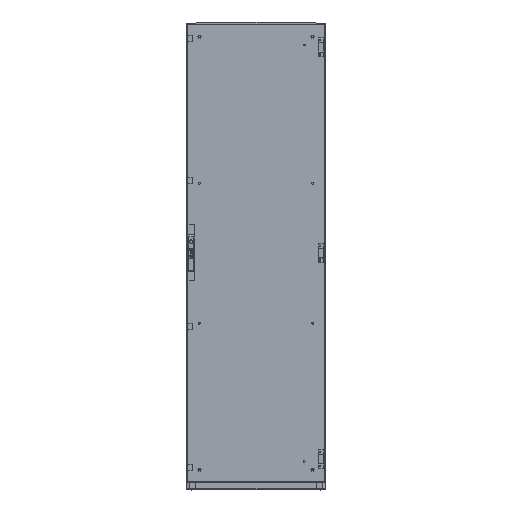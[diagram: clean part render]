
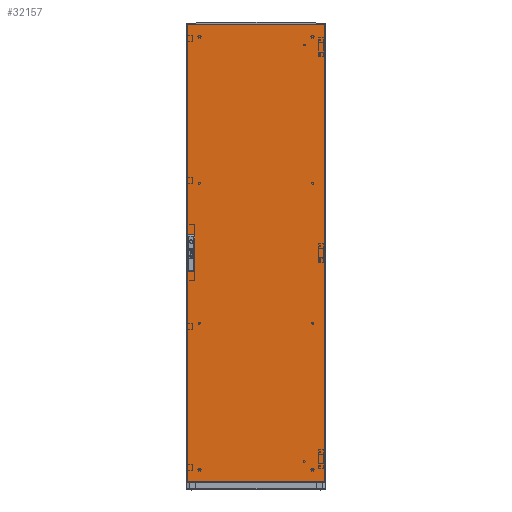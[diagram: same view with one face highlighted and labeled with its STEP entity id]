
A CAD part, top view. The second image highlights one B-rep face of the part: STEP entity #32157.
In plain terms, the highlighted planar face has unit normal (0, 0, 1).
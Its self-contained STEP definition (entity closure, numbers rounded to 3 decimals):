
#2606 = LINE ( 'NONE', #118229, #97109 ) ;
#2718 = CARTESIAN_POINT ( 'NONE',  ( -297., -983.5, 0. ) ) ;
#3333 = VECTOR ( 'NONE', #66806, 1000. ) ;
#5200 = PLANE ( 'NONE',  #31713 ) ;
#5797 = CARTESIAN_POINT ( 'NONE',  ( -293.4, 78.5, 0. ) ) ;
#6542 = VECTOR ( 'NONE', #58006, 1000. ) ;
#8721 = EDGE_CURVE ( 'NONE', #93994, #88946, #2606, .T. ) ;
#8900 = EDGE_CURVE ( 'NONE', #76243, #77585, #65584, .T. ) ;
#10026 = EDGE_CURVE ( 'NONE', #77585, #57710, #79628, .T. ) ;
#14693 = EDGE_CURVE ( 'NONE', #20881, #76243, #30315, .T. ) ;
#15372 = CARTESIAN_POINT ( 'NONE',  ( -297., -983.5, 0. ) ) ;
#20881 = VERTEX_POINT ( 'NONE', #79743 ) ;
#22779 = ORIENTED_EDGE ( 'NONE', *, *, #8900, .T. ) ;
#23729 = DIRECTION ( 'NONE',  ( 0., 0., 1. ) ) ;
#27681 = VERTEX_POINT ( 'NONE', #109075 ) ;
#28584 = EDGE_CURVE ( 'NONE', #27681, #95028, #73233, .T. ) ;
#29071 = CARTESIAN_POINT ( 'NONE',  ( -297., 983.5, 0. ) ) ;
#30315 = LINE ( 'NONE', #99856, #51744 ) ;
#31713 = AXIS2_PLACEMENT_3D ( 'NONE', #32553, #23729, #87658 ) ;
#32157 = ADVANCED_FACE ( 'NONE', ( #72476, #69604 ), #5200, .T. ) ;
#32553 = CARTESIAN_POINT ( 'NONE',  ( 0., 0., 0. ) ) ;
#35653 = ORIENTED_EDGE ( 'NONE', *, *, #8721, .T. ) ;
#42961 = DIRECTION ( 'NONE',  ( 0., -1., 0. ) ) ;
#44193 = VECTOR ( 'NONE', #93003, 1000. ) ;
#45735 = VECTOR ( 'NONE', #69933, 1000. ) ;
#50892 = ORIENTED_EDGE ( 'NONE', *, *, #76144, .T. ) ;
#51744 = VECTOR ( 'NONE', #63507, 1000. ) ;
#57710 = VERTEX_POINT ( 'NONE', #15372 ) ;
#58006 = DIRECTION ( 'NONE',  ( 0., -1., 0. ) ) ;
#58430 = CARTESIAN_POINT ( 'NONE',  ( 297., 983.5, 0. ) ) ;
#58763 = ORIENTED_EDGE ( 'NONE', *, *, #72750, .T. ) ;
#63489 = DIRECTION ( 'NONE',  ( 0., -1., 0. ) ) ;
#63507 = DIRECTION ( 'NONE',  ( 0., 1., 0. ) ) ;
#64585 = VECTOR ( 'NONE', #74097, 1000. ) ;
#65584 = LINE ( 'NONE', #29071, #44193 ) ;
#66806 = DIRECTION ( 'NONE',  ( 1., 0., 0. ) ) ;
#67191 = CARTESIAN_POINT ( 'NONE',  ( -297., 983.5, 0. ) ) ;
#67459 = LINE ( 'NONE', #101240, #64585 ) ;
#67747 = CARTESIAN_POINT ( 'NONE',  ( -293.4, -78.5, 0. ) ) ;
#68176 = CARTESIAN_POINT ( 'NONE',  ( -297., 983.5, 0. ) ) ;
#68671 = EDGE_LOOP ( 'NONE', ( #58763, #35653, #70322, #88878 ) ) ;
#69604 = FACE_OUTER_BOUND ( 'NONE', #100253, .T. ) ;
#69933 = DIRECTION ( 'NONE',  ( 1., 0., 0. ) ) ;
#70322 = ORIENTED_EDGE ( 'NONE', *, *, #95893, .F. ) ;
#72476 = FACE_BOUND ( 'NONE', #68671, .T. ) ;
#72750 = EDGE_CURVE ( 'NONE', #27681, #93994, #94319, .T. ) ;
#73233 = LINE ( 'NONE', #106911, #97524 ) ;
#73568 = LINE ( 'NONE', #2718, #3333 ) ;
#74097 = DIRECTION ( 'NONE',  ( 1., 0., 0. ) ) ;
#76144 = EDGE_CURVE ( 'NONE', #57710, #20881, #73568, .T. ) ;
#76243 = VERTEX_POINT ( 'NONE', #58430 ) ;
#77585 = VERTEX_POINT ( 'NONE', #68176 ) ;
#79628 = LINE ( 'NONE', #67191, #6542 ) ;
#79743 = CARTESIAN_POINT ( 'NONE',  ( 297., -983.5, 0. ) ) ;
#87658 = DIRECTION ( 'NONE',  ( 1., 0., 0. ) ) ;
#88878 = ORIENTED_EDGE ( 'NONE', *, *, #28584, .F. ) ;
#88946 = VERTEX_POINT ( 'NONE', #115163 ) ;
#90196 = ORIENTED_EDGE ( 'NONE', *, *, #10026, .T. ) ;
#93003 = DIRECTION ( 'NONE',  ( -1., 0., 0. ) ) ;
#93994 = VERTEX_POINT ( 'NONE', #98313 ) ;
#94319 = LINE ( 'NONE', #5797, #45735 ) ;
#95028 = VERTEX_POINT ( 'NONE', #67747 ) ;
#95893 = EDGE_CURVE ( 'NONE', #95028, #88946, #67459, .T. ) ;
#97109 = VECTOR ( 'NONE', #63489, 1000. ) ;
#97524 = VECTOR ( 'NONE', #42961, 1000. ) ;
#98313 = CARTESIAN_POINT ( 'NONE',  ( -263., 78.5, 0. ) ) ;
#99856 = CARTESIAN_POINT ( 'NONE',  ( 297., 983.5, 0. ) ) ;
#100253 = EDGE_LOOP ( 'NONE', ( #102789, #22779, #90196, #50892 ) ) ;
#101240 = CARTESIAN_POINT ( 'NONE',  ( -293.4, -78.5, 0. ) ) ;
#102789 = ORIENTED_EDGE ( 'NONE', *, *, #14693, .T. ) ;
#106911 = CARTESIAN_POINT ( 'NONE',  ( -293.4, 0., 0. ) ) ;
#109075 = CARTESIAN_POINT ( 'NONE',  ( -293.4, 78.5, 0. ) ) ;
#115163 = CARTESIAN_POINT ( 'NONE',  ( -263., -78.5, 0. ) ) ;
#118229 = CARTESIAN_POINT ( 'NONE',  ( -263., 0., 0. ) ) ;
